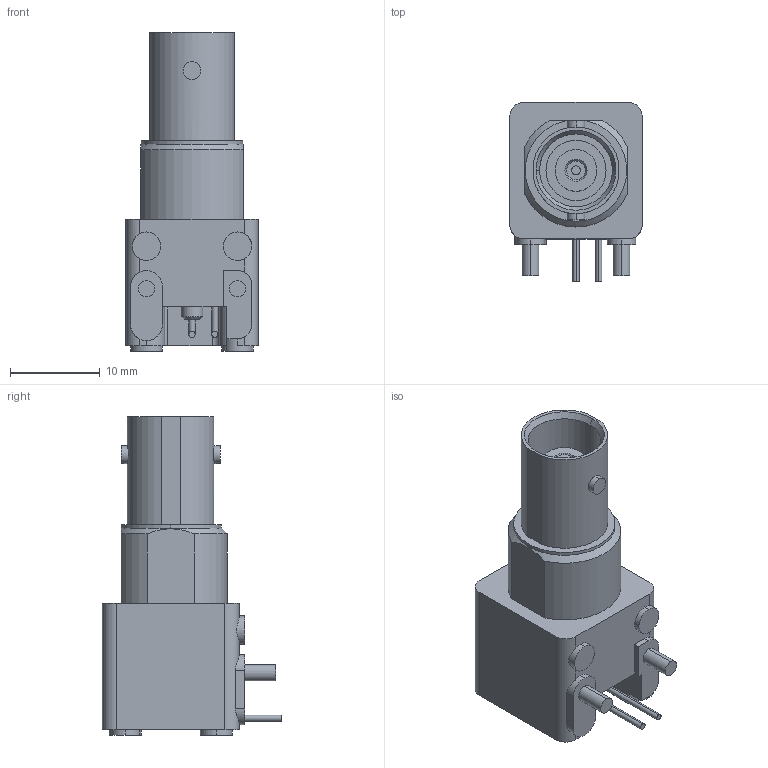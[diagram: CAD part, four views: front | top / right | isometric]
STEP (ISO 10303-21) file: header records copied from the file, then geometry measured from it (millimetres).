
FILE_DESCRIPTION (( 'STEP AP203' ), '1' );
FILE_NAME ('bnc.STEP', '2019-02-28T10:15:39', ( 'Sajad' ), ( '' ), 'SwSTEP 2.0', 'SolidWorks 2012', '' );
FILE_SCHEMA (( 'CONFIG_CONTROL_DESIGN' ));
Length unit declared in the file: millimetre
Products named in the file (1): bnc
Bounding box: 14.76 x 19.99 x 35.56 mm (x, y, z)
Volume: 4203.1 mm3; surface area: 2589.6 mm2
Topology: 1 solids, 1 shells, 135 faces, 336 edges, 221 vertices
Faces by surface type: cylinder 71, plane 55, cone 9
Entity records: 4278 total; most frequent: CARTESIAN_POINT 892, DIRECTION 725, ORIENTED_EDGE 672, EDGE_CURVE 336, AXIS2_PLACEMENT_3D 278, VERTEX_POINT 221, VECTOR 169, LINE 169
